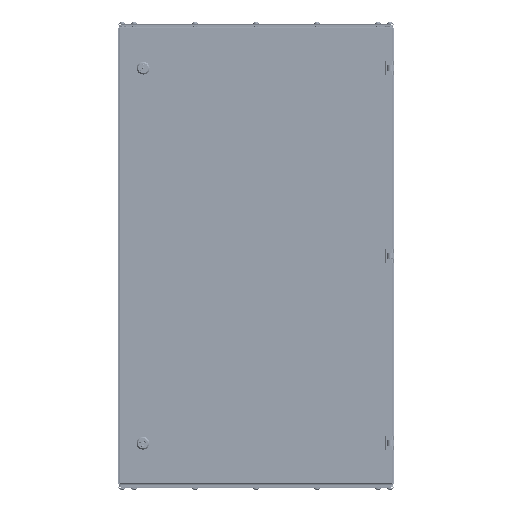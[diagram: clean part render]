
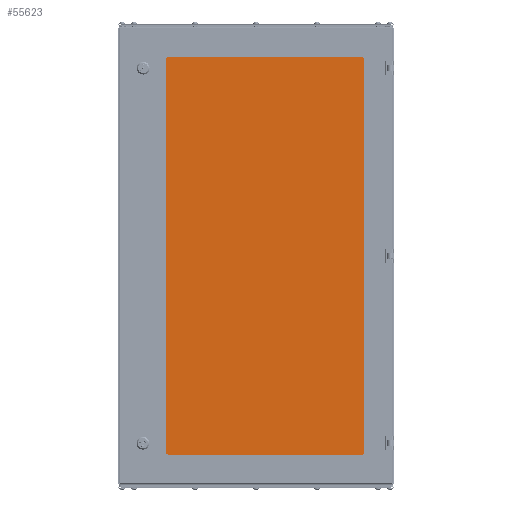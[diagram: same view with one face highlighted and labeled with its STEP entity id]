
A CAD part, top view. The second image highlights one B-rep face of the part: STEP entity #55623.
In plain terms, the highlighted planar face has unit normal (0, 0, 1).
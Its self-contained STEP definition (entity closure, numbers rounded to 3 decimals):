
#874 = CARTESIAN_POINT ( 'NONE',  ( 227.75, -435.5, 4. ) ) ;
#1294 = CIRCLE ( 'NONE', #28887, 10. ) ;
#1912 = VERTEX_POINT ( 'NONE', #76722 ) ;
#5908 = CARTESIAN_POINT ( 'NONE',  ( -217.75, 445.5, 4. ) ) ;
#6787 = AXIS2_PLACEMENT_3D ( 'NONE', #33853, #86786, #55975 ) ;
#7446 = VERTEX_POINT ( 'NONE', #63778 ) ;
#8217 = DIRECTION ( 'NONE',  ( -1., 0., 0. ) ) ;
#8591 = VERTEX_POINT ( 'NONE', #73737 ) ;
#12671 = CARTESIAN_POINT ( 'NONE',  ( 217.75, -435.5, 4. ) ) ;
#13139 = DIRECTION ( 'NONE',  ( -1., 0., 0. ) ) ;
#15440 = LINE ( 'NONE', #36595, #85372 ) ;
#16511 = EDGE_LOOP ( 'NONE', ( #35436, #80309, #25902, #16827, #37180, #39942, #34904, #47096 ) ) ;
#16827 = ORIENTED_EDGE ( 'NONE', *, *, #63084, .T. ) ;
#17035 = DIRECTION ( 'NONE',  ( -1., 0., 0. ) ) ;
#17467 = DIRECTION ( 'NONE',  ( -1., 0., 0. ) ) ;
#18489 = EDGE_CURVE ( 'NONE', #1912, #45982, #15440, .T. ) ;
#21398 = CARTESIAN_POINT ( 'NONE',  ( 217.75, 435.5, 4. ) ) ;
#23195 = CARTESIAN_POINT ( 'NONE',  ( 217.75, -445.5, 4. ) ) ;
#23519 = CARTESIAN_POINT ( 'NONE',  ( -227.75, -445.5, 4. ) ) ;
#23995 = DIRECTION ( 'NONE',  ( 0., -1., 0. ) ) ;
#24391 = VECTOR ( 'NONE', #37049, 1000. ) ;
#25324 = EDGE_CURVE ( 'NONE', #8591, #7446, #89930, .T. ) ;
#25902 = ORIENTED_EDGE ( 'NONE', *, *, #91710, .T. ) ;
#28887 = AXIS2_PLACEMENT_3D ( 'NONE', #61556, #74098, #8217 ) ;
#30066 = EDGE_CURVE ( 'NONE', #7446, #1912, #40553, .T. ) ;
#31254 = CARTESIAN_POINT ( 'NONE',  ( 227.75, 435.5, 4. ) ) ;
#33853 = CARTESIAN_POINT ( 'NONE',  ( -217.75, -435.5, 4. ) ) ;
#34904 = ORIENTED_EDGE ( 'NONE', *, *, #25324, .T. ) ;
#35436 = ORIENTED_EDGE ( 'NONE', *, *, #18489, .T. ) ;
#36595 = CARTESIAN_POINT ( 'NONE',  ( -227.75, -445.5, 4. ) ) ;
#37049 = DIRECTION ( 'NONE',  ( 0., 1., 0. ) ) ;
#37180 = ORIENTED_EDGE ( 'NONE', *, *, #43206, .T. ) ;
#37243 = DIRECTION ( 'NONE',  ( 0., 0., 1. ) ) ;
#39606 = AXIS2_PLACEMENT_3D ( 'NONE', #12671, #64096, #13139 ) ;
#39942 = ORIENTED_EDGE ( 'NONE', *, *, #87839, .T. ) ;
#40553 = CIRCLE ( 'NONE', #6787, 10. ) ;
#43198 = VERTEX_POINT ( 'NONE', #77609 ) ;
#43206 = EDGE_CURVE ( 'NONE', #43198, #50673, #55903, .T. ) ;
#43336 = DIRECTION ( 'NONE',  ( 1., 0., 0. ) ) ;
#45982 = VERTEX_POINT ( 'NONE', #23195 ) ;
#46366 = DIRECTION ( 'NONE',  ( 0., 0., -1. ) ) ;
#46838 = FACE_OUTER_BOUND ( 'NONE', #16511, .T. ) ;
#47096 = ORIENTED_EDGE ( 'NONE', *, *, #30066, .T. ) ;
#50673 = VERTEX_POINT ( 'NONE', #5908 ) ;
#52555 = VERTEX_POINT ( 'NONE', #874 ) ;
#52639 = DIRECTION ( 'NONE',  ( -1., 0., 0. ) ) ;
#55623 = ADVANCED_FACE ( 'NONE', ( #46838 ), #82965, .F. ) ;
#55903 = LINE ( 'NONE', #70373, #94601 ) ;
#55975 = DIRECTION ( 'NONE',  ( -1., 0., 0. ) ) ;
#60145 = CARTESIAN_POINT ( 'NONE',  ( 227.75, -445.5, 4. ) ) ;
#61556 = CARTESIAN_POINT ( 'NONE',  ( -217.75, 435.5, 4. ) ) ;
#63084 = EDGE_CURVE ( 'NONE', #78808, #43198, #91139, .T. ) ;
#63778 = CARTESIAN_POINT ( 'NONE',  ( -227.75, -435.5, 4. ) ) ;
#64096 = DIRECTION ( 'NONE',  ( 0., 0., 1. ) ) ;
#64193 = AXIS2_PLACEMENT_3D ( 'NONE', #90203, #46366, #17035 ) ;
#66096 = EDGE_CURVE ( 'NONE', #45982, #52555, #74986, .T. ) ;
#70373 = CARTESIAN_POINT ( 'NONE',  ( -227.75, 445.5, 4. ) ) ;
#71109 = AXIS2_PLACEMENT_3D ( 'NONE', #21398, #37243, #52639 ) ;
#73737 = CARTESIAN_POINT ( 'NONE',  ( -227.75, 435.5, 4. ) ) ;
#74098 = DIRECTION ( 'NONE',  ( 0., 0., 1. ) ) ;
#74986 = CIRCLE ( 'NONE', #39606, 10. ) ;
#76722 = CARTESIAN_POINT ( 'NONE',  ( -217.75, -445.5, 4. ) ) ;
#77609 = CARTESIAN_POINT ( 'NONE',  ( 217.75, 445.5, 4. ) ) ;
#78808 = VERTEX_POINT ( 'NONE', #31254 ) ;
#79019 = VECTOR ( 'NONE', #23995, 1000. ) ;
#80309 = ORIENTED_EDGE ( 'NONE', *, *, #66096, .T. ) ;
#82965 = PLANE ( 'NONE',  #64193 ) ;
#85372 = VECTOR ( 'NONE', #43336, 1000. ) ;
#86786 = DIRECTION ( 'NONE',  ( 0., 0., 1. ) ) ;
#87839 = EDGE_CURVE ( 'NONE', #50673, #8591, #1294, .T. ) ;
#89930 = LINE ( 'NONE', #23519, #79019 ) ;
#90203 = CARTESIAN_POINT ( 'NONE',  ( 0., 0., 4. ) ) ;
#91139 = CIRCLE ( 'NONE', #71109, 10. ) ;
#91710 = EDGE_CURVE ( 'NONE', #52555, #78808, #94857, .T. ) ;
#94601 = VECTOR ( 'NONE', #17467, 1000. ) ;
#94857 = LINE ( 'NONE', #60145, #24391 ) ;
